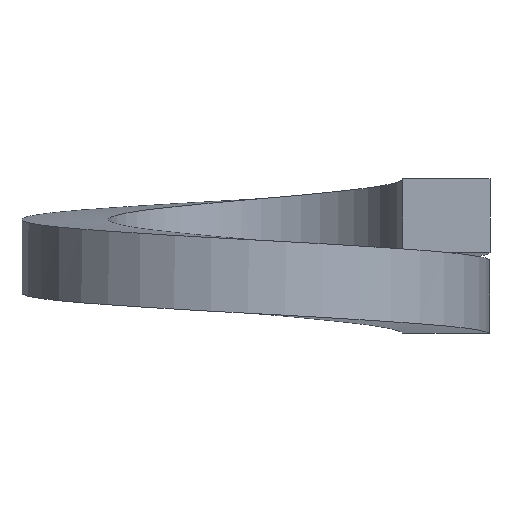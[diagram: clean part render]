
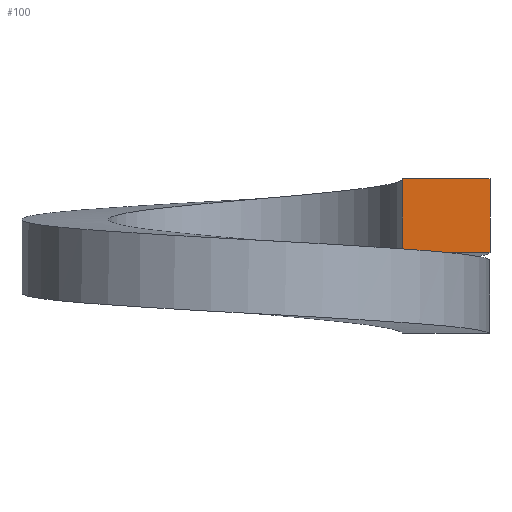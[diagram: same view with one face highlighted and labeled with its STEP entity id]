
A CAD part, front view. The second image highlights one B-rep face of the part: STEP entity #100.
In plain terms, the highlighted face is planar.
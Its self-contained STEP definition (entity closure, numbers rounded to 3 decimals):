
#28=FACE_OUTER_BOUND('',#34,.T.);
#34=EDGE_LOOP('',(#74,#75,#76,#77));
#40=LINE('',#149,#47);
#41=LINE('',#151,#48);
#42=LINE('',#153,#49);
#43=LINE('',#154,#50);
#47=VECTOR('',#131,10.);
#48=VECTOR('',#132,10.);
#49=VECTOR('',#133,10.);
#50=VECTOR('',#134,10.);
#54=VERTEX_POINT('',#147);
#55=VERTEX_POINT('',#148);
#56=VERTEX_POINT('',#150);
#57=VERTEX_POINT('',#152);
#62=EDGE_CURVE('',#54,#55,#40,.T.);
#63=EDGE_CURVE('',#55,#56,#41,.T.);
#64=EDGE_CURVE('',#56,#57,#42,.T.);
#65=EDGE_CURVE('',#57,#54,#43,.T.);
#74=ORIENTED_EDGE('',*,*,#62,.T.);
#75=ORIENTED_EDGE('',*,*,#63,.T.);
#76=ORIENTED_EDGE('',*,*,#64,.T.);
#77=ORIENTED_EDGE('',*,*,#65,.T.);
#98=PLANE('',#121);
#100=ADVANCED_FACE('',(#28),#98,.T.);
#121=AXIS2_PLACEMENT_3D('',#146,#129,#130);
#129=DIRECTION('center_axis',(1.,0.,0.));
#130=DIRECTION('ref_axis',(0.,0.,-1.));
#131=DIRECTION('',(0.,-1.,0.));
#132=DIRECTION('',(0.,0.,-1.));
#133=DIRECTION('',(0.,1.,0.));
#134=DIRECTION('',(0.,0.,1.));
#146=CARTESIAN_POINT('Origin',(0.,2.85,1.1));
#147=CARTESIAN_POINT('',(0.,3.5,1.1));
#148=CARTESIAN_POINT('',(0.,2.2,1.1));
#149=CARTESIAN_POINT('',(0.,3.5,1.1));
#150=CARTESIAN_POINT('',(0.,2.2,0.));
#151=CARTESIAN_POINT('',(0.,2.2,1.1));
#152=CARTESIAN_POINT('',(0.,3.5,0.));
#153=CARTESIAN_POINT('',(0.,2.2,0.));
#154=CARTESIAN_POINT('',(0.,3.5,0.));
